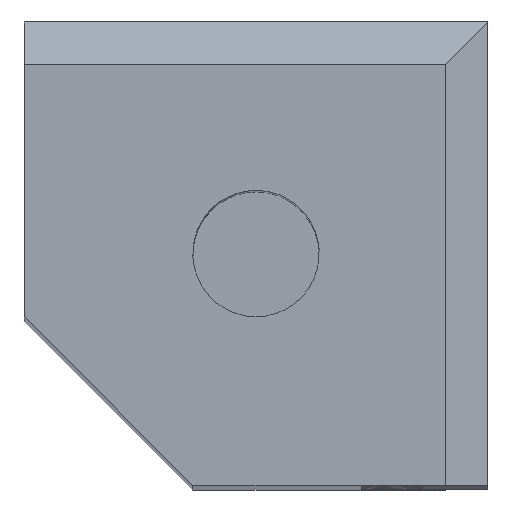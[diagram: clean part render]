
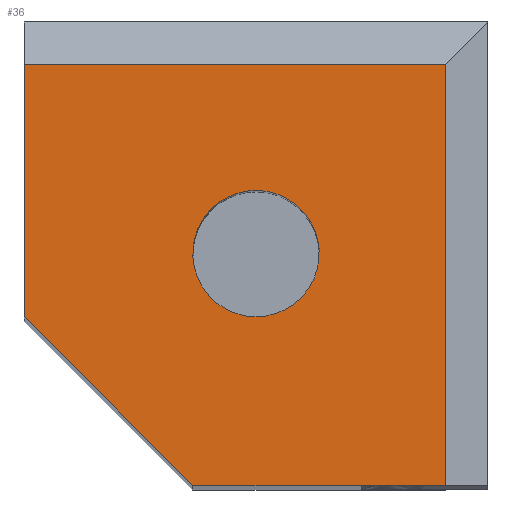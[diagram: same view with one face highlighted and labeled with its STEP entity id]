
A CAD part, top view. The second image highlights one B-rep face of the part: STEP entity #36.
In plain terms, the highlighted planar face has unit normal (0, 0, 1).
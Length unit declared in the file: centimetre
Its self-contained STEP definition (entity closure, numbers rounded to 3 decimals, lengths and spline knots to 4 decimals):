
#36=ADVANCED_FACE('',(#69,#56),#501,.T.);
#56=FACE_BOUND('',#102,.T.);
#69=FACE_OUTER_BOUND('',#101,.T.);
#101=EDGE_LOOP('',(#185,#186,#187,#188,#189));
#102=EDGE_LOOP('',(#190));
#185=ORIENTED_EDGE('',*,*,#342,.T.);
#186=ORIENTED_EDGE('',*,*,#343,.F.);
#187=ORIENTED_EDGE('',*,*,#339,.T.);
#188=ORIENTED_EDGE('',*,*,#299,.T.);
#189=ORIENTED_EDGE('',*,*,#329,.T.);
#190=ORIENTED_EDGE('',*,*,#316,.F.);
#299=EDGE_CURVE('',#450,#463,#390,.T.);
#316=EDGE_CURVE('',#471,#471,#358,.T.);
#329=EDGE_CURVE('',#463,#480,#410,.T.);
#339=EDGE_CURVE('',#478,#450,#420,.T.);
#342=EDGE_CURVE('',#480,#482,#423,.T.);
#343=EDGE_CURVE('',#478,#482,#424,.T.);
#358=(
BOUNDED_CURVE()
B_SPLINE_CURVE(2,(#895,#896,#897,#898,#899,#900,#901,#902,#903),
 .UNSPECIFIED.,.T.,.F.)
B_SPLINE_CURVE_WITH_KNOTS((3,2,2,2,3),(0.,2.3562,4.7124,
7.0686,9.4248),.UNSPECIFIED.)
CURVE()
GEOMETRIC_REPRESENTATION_ITEM()
RATIONAL_B_SPLINE_CURVE((1.,0.707,1.,0.707,1.,0.707,
1.,0.707,1.))
REPRESENTATION_ITEM('')
);
#390=B_SPLINE_CURVE_WITH_KNOTS('',1,(#825,#826),.UNSPECIFIED.,.F.,.F.,(2,
2),(-5.6569,0.),.UNSPECIFIED.);
#410=B_SPLINE_CURVE_WITH_KNOTS('',1,(#936,#937,#938),.UNSPECIFIED.,.F.,
 .F.,(2,1,2),(-29.2825,-25.2825,-23.2825),
 .UNSPECIFIED.);
#420=B_SPLINE_CURVE_WITH_KNOTS('',1,(#968,#969),.UNSPECIFIED.,.F.,.F.,(2,
2),(60.9021,66.9021),.UNSPECIFIED.);
#423=B_SPLINE_CURVE_WITH_KNOTS('',1,(#974,#975),.UNSPECIFIED.,.F.,.F.,(2,
2),(0.,10.),.UNSPECIFIED.);
#424=B_SPLINE_CURVE_WITH_KNOTS('',1,(#976,#977),.UNSPECIFIED.,.F.,.F.,(2,
2),(0.,10.),.UNSPECIFIED.);
#450=VERTEX_POINT('',#693);
#463=VERTEX_POINT('',#706);
#471=VERTEX_POINT('',#714);
#478=VERTEX_POINT('',#721);
#480=VERTEX_POINT('',#723);
#482=VERTEX_POINT('',#725);
#501=PLANE('',#546);
#546=AXIS2_PLACEMENT_3D('',#620,#574,$);
#574=DIRECTION('',(0.,0.,1.));
#620=CARTESIAN_POINT('',(-21.11,-23.11,1.6));
#693=CARTESIAN_POINT('',(-21.,-19.,1.6));
#706=CARTESIAN_POINT('',(-17.,-23.,1.6));
#714=CARTESIAN_POINT('',(-15.5,-19.,1.6));
#721=CARTESIAN_POINT('',(-21.,-13.,1.6));
#723=CARTESIAN_POINT('',(-11.,-23.,1.6));
#725=CARTESIAN_POINT('',(-11.,-13.,1.6));
#825=CARTESIAN_POINT('',(-21.,-19.,1.6));
#826=CARTESIAN_POINT('',(-17.,-23.,1.6));
#895=CARTESIAN_POINT('',(-15.5,-19.,1.6));
#896=CARTESIAN_POINT('',(-14.,-19.,1.6));
#897=CARTESIAN_POINT('',(-14.,-17.5,1.6));
#898=CARTESIAN_POINT('',(-14.,-16.,1.6));
#899=CARTESIAN_POINT('',(-15.5,-16.,1.6));
#900=CARTESIAN_POINT('',(-17.,-16.,1.6));
#901=CARTESIAN_POINT('',(-17.,-17.5,1.6));
#902=CARTESIAN_POINT('',(-17.,-19.,1.6));
#903=CARTESIAN_POINT('',(-15.5,-19.,1.6));
#936=CARTESIAN_POINT('',(-17.,-23.,1.6));
#937=CARTESIAN_POINT('',(-13.,-23.,1.6));
#938=CARTESIAN_POINT('',(-11.,-23.,1.6));
#968=CARTESIAN_POINT('',(-21.,-13.,1.6));
#969=CARTESIAN_POINT('',(-21.,-19.,1.6));
#974=CARTESIAN_POINT('',(-11.,-23.,1.6));
#975=CARTESIAN_POINT('',(-11.,-13.,1.6));
#976=CARTESIAN_POINT('',(-21.,-13.,1.6));
#977=CARTESIAN_POINT('',(-11.,-13.,1.6));
